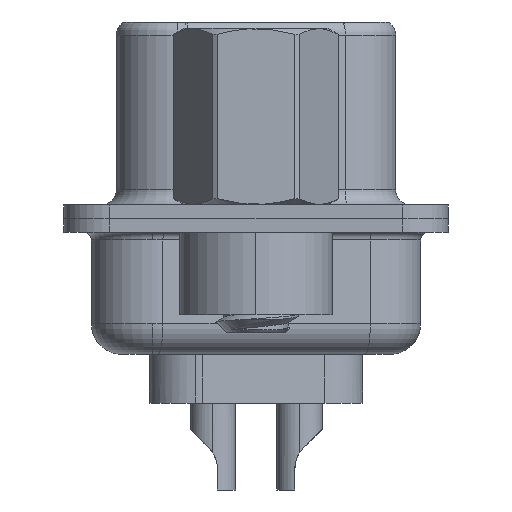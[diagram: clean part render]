
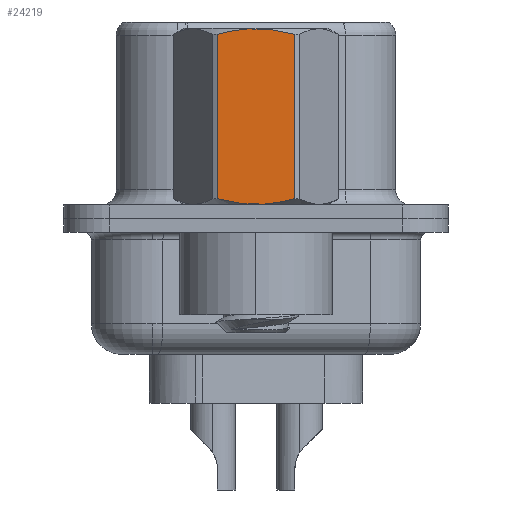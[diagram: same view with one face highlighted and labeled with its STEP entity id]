
A CAD part, left-side view. The second image highlights one B-rep face of the part: STEP entity #24219.
In plain terms, the highlighted planar face has unit normal (-1, 0, 0).
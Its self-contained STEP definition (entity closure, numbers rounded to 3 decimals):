
#410 = VECTOR ( 'NONE', #3349, 1000. ) ;
#1175 = CARTESIAN_POINT ( 'NONE',  ( -2.381, -1.273, 6.048 ) ) ;
#1177 = EDGE_CURVE ( 'NONE', #29229, #12884, #8651, .T. ) ;
#1448 = CARTESIAN_POINT ( 'NONE',  ( -2.381, -1.273, 0.652 ) ) ;
#1785 = CARTESIAN_POINT ( 'NONE',  ( -2.381, 1.273, 0.652 ) ) ;
#2120 = VECTOR ( 'NONE', #21936, 1000. ) ;
#2184 = CARTESIAN_POINT ( 'NONE',  ( -2.381, -1.273, 3.792 ) ) ;
#2264 = CARTESIAN_POINT ( 'NONE',  ( -2.381, -0.215, 6.232 ) ) ;
#2935 = VERTEX_POINT ( 'NONE', #16036 ) ;
#3349 = DIRECTION ( 'NONE',  ( 0., 0., -1. ) ) ;
#3781 = CARTESIAN_POINT ( 'NONE',  ( -2.381, 1.065, 0.596 ) ) ;
#4052 = CARTESIAN_POINT ( 'NONE',  ( -2.381, -1.273, 0.652 ) ) ;
#4736 = CARTESIAN_POINT ( 'NONE',  ( -2.381, 0.428, 6.215 ) ) ;
#5544 = PLANE ( 'NONE',  #12740 ) ;
#6246 = CARTESIAN_POINT ( 'NONE',  ( -2.381, 1.273, 0.652 ) ) ;
#6347 = EDGE_CURVE ( 'NONE', #2935, #21014, #18565, .T. ) ;
#6387 = EDGE_CURVE ( 'NONE', #21014, #29229, #7021, .T. ) ;
#6743 = EDGE_LOOP ( 'NONE', ( #27153, #7750, #26728, #13337 ) ) ;
#7021 = B_SPLINE_CURVE_WITH_KNOTS ( 'NONE', 3,
 ( #6246, #3781, #8725, #25966, #11199, #28449, #13688, #30896, #16169, #1448 ),
 .UNSPECIFIED., .F., .F.,
 ( 4, 2, 2, 2, 4 ),
 ( 0.003, 0.003, 0.004, 0.004, 0.005 ),
 .UNSPECIFIED. ) ;
#7201 = CARTESIAN_POINT ( 'NONE',  ( -2.381, 1.065, 6.104 ) ) ;
#7750 = ORIENTED_EDGE ( 'NONE', *, *, #1177, .T. ) ;
#8651 = LINE ( 'NONE', #2184, #2120 ) ;
#8725 = CARTESIAN_POINT ( 'NONE',  ( -2.381, 0.853, 0.549 ) ) ;
#10501 = DIRECTION ( 'NONE',  ( 0., -1., 0. ) ) ;
#11199 = CARTESIAN_POINT ( 'NONE',  ( -2.381, 0.215, 0.468 ) ) ;
#12740 = AXIS2_PLACEMENT_3D ( 'NONE', #22756, #25266, #10501 ) ;
#12884 = VERTEX_POINT ( 'NONE', #1175 ) ;
#13167 = FACE_OUTER_BOUND ( 'NONE', #6743, .T. ) ;
#13337 = ORIENTED_EDGE ( 'NONE', *, *, #6347, .T. ) ;
#13688 = CARTESIAN_POINT ( 'NONE',  ( -2.381, -0.432, 0.485 ) ) ;
#16036 = CARTESIAN_POINT ( 'NONE',  ( -2.381, 1.273, 6.048 ) ) ;
#16169 = CARTESIAN_POINT ( 'NONE',  ( -2.381, -1.066, 0.596 ) ) ;
#17026 = CARTESIAN_POINT ( 'NONE',  ( -2.381, -0.432, 6.215 ) ) ;
#18072 = EDGE_CURVE ( 'NONE', #12884, #2935, #25378, .T. ) ;
#18111 = CARTESIAN_POINT ( 'NONE',  ( -2.381, 1.273, 3.792 ) ) ;
#18565 = LINE ( 'NONE', #18111, #410 ) ;
#19516 = CARTESIAN_POINT ( 'NONE',  ( -2.381, 0.215, 6.232 ) ) ;
#21014 = VERTEX_POINT ( 'NONE', #1785 ) ;
#21773 = CARTESIAN_POINT ( 'NONE',  ( -2.381, -1.273, 6.048 ) ) ;
#21876 = CARTESIAN_POINT ( 'NONE',  ( -2.381, -1.066, 6.104 ) ) ;
#21936 = DIRECTION ( 'NONE',  ( 0., 0., 1. ) ) ;
#21958 = CARTESIAN_POINT ( 'NONE',  ( -2.381, 0.853, 6.151 ) ) ;
#22756 = CARTESIAN_POINT ( 'NONE',  ( -2.381, 1.375, -3.75 ) ) ;
#24219 = ADVANCED_FACE ( 'NONE', ( #13167 ), #5544, .T. ) ;
#24450 = CARTESIAN_POINT ( 'NONE',  ( -2.381, 1.273, 6.048 ) ) ;
#25266 = DIRECTION ( 'NONE',  ( -1., 0., 0. ) ) ;
#25378 = B_SPLINE_CURVE_WITH_KNOTS ( 'NONE', 3,
 ( #21773, #21876, #31730, #17026, #2264, #19516, #4736, #21958, #7201, #24450 ),
 .UNSPECIFIED., .F., .F.,
 ( 4, 2, 2, 2, 4 ),
 ( 0.001, 0.002, 0.002, 0.003, 0.004 ),
 .UNSPECIFIED. ) ;
#25966 = CARTESIAN_POINT ( 'NONE',  ( -2.381, 0.428, 0.485 ) ) ;
#26728 = ORIENTED_EDGE ( 'NONE', *, *, #18072, .T. ) ;
#27153 = ORIENTED_EDGE ( 'NONE', *, *, #6387, .T. ) ;
#28449 = CARTESIAN_POINT ( 'NONE',  ( -2.381, -0.215, 0.468 ) ) ;
#29229 = VERTEX_POINT ( 'NONE', #4052 ) ;
#30896 = CARTESIAN_POINT ( 'NONE',  ( -2.381, -0.858, 0.55 ) ) ;
#31730 = CARTESIAN_POINT ( 'NONE',  ( -2.381, -0.858, 6.15 ) ) ;
